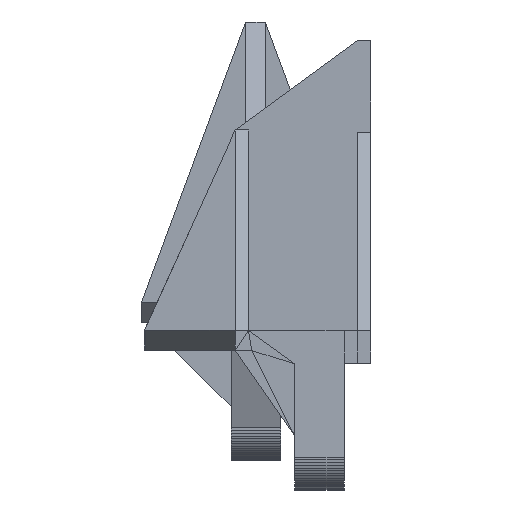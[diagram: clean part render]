
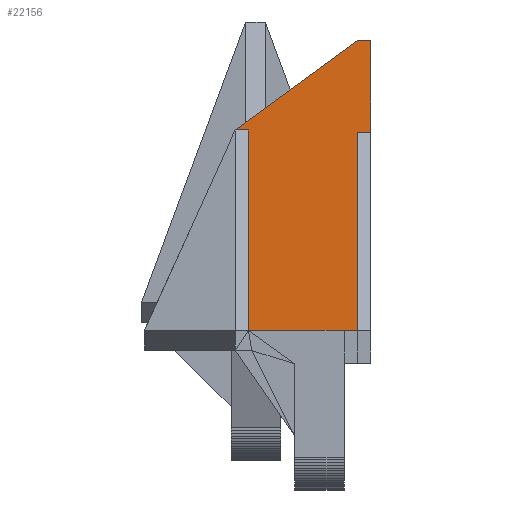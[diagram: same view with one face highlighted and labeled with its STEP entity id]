
A CAD part, left-side view. The second image highlights one B-rep face of the part: STEP entity #22156.
In plain terms, the highlighted planar face has unit normal (-1, 0, 0).
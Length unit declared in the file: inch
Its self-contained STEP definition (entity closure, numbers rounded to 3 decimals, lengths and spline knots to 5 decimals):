
#645=FACE_OUTER_BOUND('',#1756,.T.);
#1756=EDGE_LOOP('',(#17100,#17101,#17102,#17103,#17104,#17105,#17106,#17107,
#17108));
#3033=LINE('',#30720,#6246);
#3037=LINE('',#30726,#6250);
#3042=LINE('',#30736,#6255);
#3044=LINE('',#30739,#6257);
#3051=LINE('',#30752,#6264);
#3968=LINE('',#32583,#7181);
#3969=LINE('',#32586,#7182);
#3970=LINE('',#32588,#7183);
#3971=LINE('',#32589,#7184);
#6246=VECTOR('',#25030,0.3937);
#6250=VECTOR('',#25038,0.3937);
#6255=VECTOR('',#25047,0.3937);
#6257=VECTOR('',#25051,0.3937);
#6264=VECTOR('',#25062,0.3937);
#7181=VECTOR('',#26643,0.3937);
#7182=VECTOR('',#26646,0.3937);
#7183=VECTOR('',#26647,0.3937);
#7184=VECTOR('',#26648,0.3937);
#9205=VERTEX_POINT('',#30664);
#9224=VERTEX_POINT('',#30717);
#9225=VERTEX_POINT('',#30719);
#9227=VERTEX_POINT('',#30733);
#9228=VERTEX_POINT('',#30735);
#9232=VERTEX_POINT('',#30751);
#9814=VERTEX_POINT('',#32581);
#9815=VERTEX_POINT('',#32585);
#9816=VERTEX_POINT('',#32587);
#11573=EDGE_CURVE('',#9225,#9224,#3033,.T.);
#11577=EDGE_CURVE('',#9205,#9225,#3037,.T.);
#11582=EDGE_CURVE('',#9227,#9228,#3042,.T.);
#11584=EDGE_CURVE('',#9228,#9224,#3044,.T.);
#11591=EDGE_CURVE('',#9232,#9205,#3051,.T.);
#12508=EDGE_CURVE('',#9814,#9232,#3968,.T.);
#12509=EDGE_CURVE('',#9814,#9815,#3969,.T.);
#12510=EDGE_CURVE('',#9816,#9227,#3970,.T.);
#12511=EDGE_CURVE('',#9815,#9816,#3971,.T.);
#17100=ORIENTED_EDGE('',*,*,#12509,.F.);
#17101=ORIENTED_EDGE('',*,*,#12508,.T.);
#17102=ORIENTED_EDGE('',*,*,#11591,.T.);
#17103=ORIENTED_EDGE('',*,*,#11577,.T.);
#17104=ORIENTED_EDGE('',*,*,#11573,.T.);
#17105=ORIENTED_EDGE('',*,*,#11584,.F.);
#17106=ORIENTED_EDGE('',*,*,#11582,.F.);
#17107=ORIENTED_EDGE('',*,*,#12510,.F.);
#17108=ORIENTED_EDGE('',*,*,#12511,.F.);
#21056=PLANE('',#23284);
#22156=ADVANCED_FACE('',(#645),#21056,.T.);
#23284=AXIS2_PLACEMENT_3D('',#32584,#26644,#26645);
#25030=DIRECTION('',(0.,0.,-1.));
#25038=DIRECTION('',(0.,-1.,0.));
#25047=DIRECTION('',(0.,1.,0.));
#25051=DIRECTION('',(0.,0.,1.));
#25062=DIRECTION('',(0.,0.807,-0.591));
#26643=DIRECTION('',(0.,1.,0.));
#26644=DIRECTION('center_axis',(-1.,0.,0.));
#26645=DIRECTION('ref_axis',(0.,0.,1.));
#26646=DIRECTION('',(0.,0.,-1.));
#26647=DIRECTION('',(0.,0.,-1.));
#26648=DIRECTION('',(0.,1.,0.));
#30664=CARTESIAN_POINT('',(-6.3419,6.44954,1.62289));
#30717=CARTESIAN_POINT('',(-6.3419,6.3708,1.60929));
#30719=CARTESIAN_POINT('',(-6.3419,6.3708,1.62289));
#30720=CARTESIAN_POINT('',(-6.3419,6.3708,0.69503));
#30726=CARTESIAN_POINT('',(-6.3419,6.72083,1.62289));
#30733=CARTESIAN_POINT('',(-6.3419,5.71987,0.42527));
#30735=CARTESIAN_POINT('',(-6.3419,6.3708,0.42527));
#30736=CARTESIAN_POINT('',(-6.3419,5.84485,0.42527));
#30739=CARTESIAN_POINT('',(-6.3419,6.3708,0.69503));
#30751=CARTESIAN_POINT('',(-6.3419,5.71987,2.15756));
#30752=CARTESIAN_POINT('',(-6.3419,6.54671,1.55169));
#32581=CARTESIAN_POINT('',(-6.3419,5.64073,2.15756));
#32583=CARTESIAN_POINT('',(-6.3419,5.64073,2.15756));
#32584=CARTESIAN_POINT('Origin',(-6.3419,5.64073,1.60934));
#32585=CARTESIAN_POINT('',(-6.3419,5.64073,1.60934));
#32586=CARTESIAN_POINT('',(-6.3419,5.64073,2.15756));
#32587=CARTESIAN_POINT('',(-6.3419,5.71987,1.60934));
#32588=CARTESIAN_POINT('',(-6.3419,5.71987,0.61992));
#32589=CARTESIAN_POINT('',(-6.3419,5.64073,1.60934));
